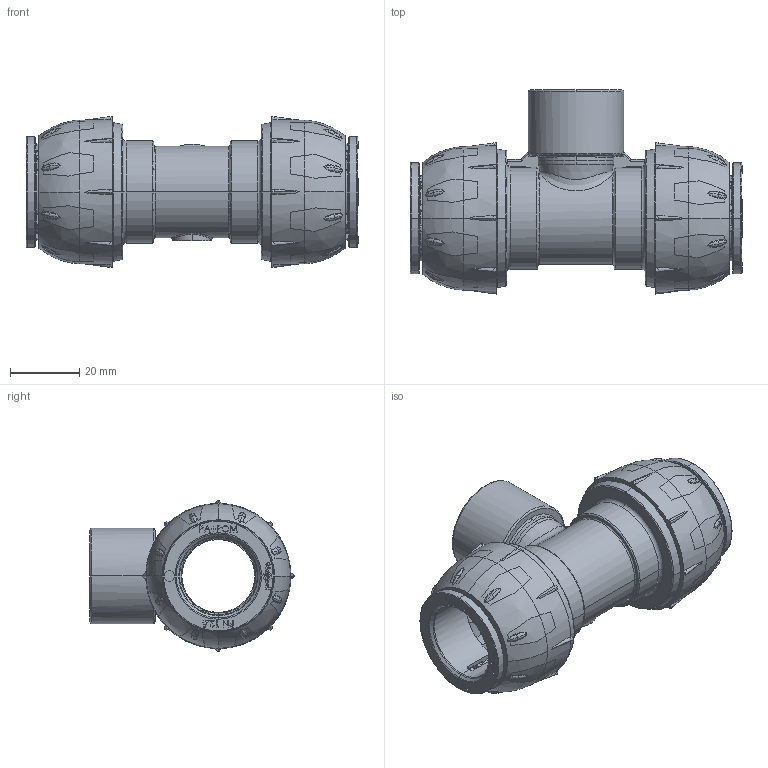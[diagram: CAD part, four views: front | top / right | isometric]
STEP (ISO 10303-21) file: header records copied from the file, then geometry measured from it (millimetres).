
FILE_DESCRIPTION (( 'STEP AP203' ), '1' );
FILE_NAME ('R215.022.012.STEP', '2022-05-02T08:41:42', ( '' ), ( '' ), 'SwSTEP 2.0', 'SolidWorks 2021', '' );
FILE_SCHEMA (( 'CONFIG_CONTROL_DESIGN' ));
Length unit declared in the file: millimetre
Products named in the file (7): R209.022.003; R216.022.000; OR_21.5x2.5; R215.022.012-L; R209.022.002; R215.022.012; R209.022.001
Assembly tree (11 placements, depth 2):
  R215.022.012
    R215.022.012-L
    R209.022.001  x2
    R209.022.002  x2
    R209.022.003  x2
    R216.022.000  x2
    OR_21.5x2.5  x2
Bounding box: 95.7 x 58.82 x 43.64 mm (x, y, z)
Volume: 51262.1 mm3; surface area: 46330.9 mm2
Topology: 11 solids, 11 shells, 2381 faces, 6477 edges, 4156 vertices
Faces by surface type: bspline 738, cylinder 631, plane 575, torus 238, cone 167, sphere 32
Entity records: 61739 total; most frequent: CARTESIAN_POINT 30292, ORIENTED_EDGE 7340, DIRECTION 5109, EDGE_CURVE 3670, VERTEX_POINT 2366, AXIS2_PLACEMENT_3D 1985, EDGE_LOOP 1434, B_SPLINE_CURVE_WITH_KNOTS 1434
